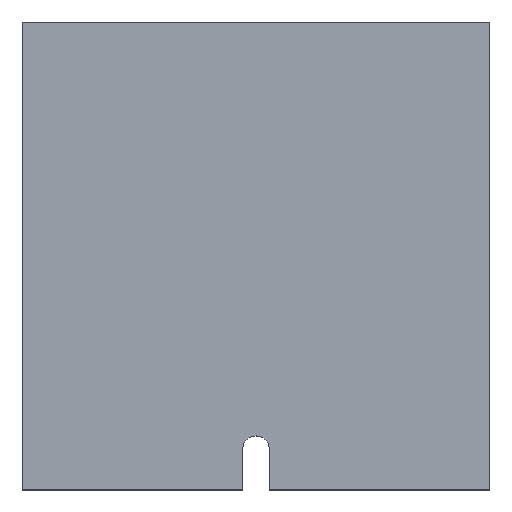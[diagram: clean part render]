
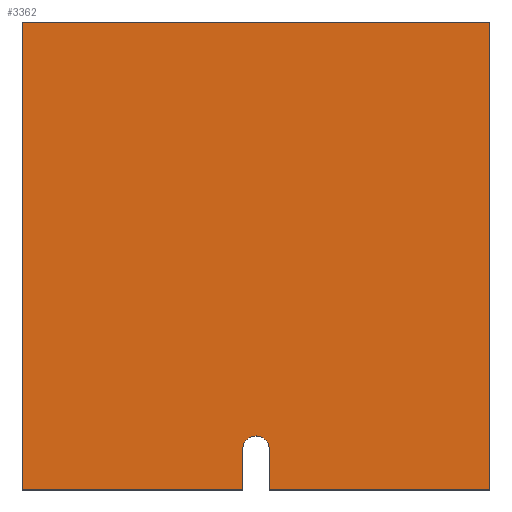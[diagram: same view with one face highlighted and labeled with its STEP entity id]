
A CAD part, top view. The second image highlights one B-rep face of the part: STEP entity #3362.
In plain terms, the highlighted planar face has unit normal (0, 0, 1).
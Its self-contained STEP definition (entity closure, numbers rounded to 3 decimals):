
#321 = PLANE('',#322);
#322 = AXIS2_PLACEMENT_3D('',#323,#324,#325);
#323 = CARTESIAN_POINT('',(-52.,-52.,0.));
#324 = DIRECTION('',(-1.,0.,0.));
#325 = DIRECTION('',(0.,1.,0.));
#349 = PLANE('',#350);
#350 = AXIS2_PLACEMENT_3D('',#351,#352,#353);
#351 = CARTESIAN_POINT('',(-52.,52.,0.));
#352 = DIRECTION('',(0.,1.,0.));
#353 = DIRECTION('',(1.,0.,0.));
#377 = PLANE('',#378);
#378 = AXIS2_PLACEMENT_3D('',#379,#380,#381);
#379 = CARTESIAN_POINT('',(52.,52.,0.));
#380 = DIRECTION('',(1.,0.,0.));
#381 = DIRECTION('',(0.,-1.,0.));
#405 = PLANE('',#406);
#406 = AXIS2_PLACEMENT_3D('',#407,#408,#409);
#407 = CARTESIAN_POINT('',(52.,-52.,0.));
#408 = DIRECTION('',(0.,-1.,0.));
#409 = DIRECTION('',(-1.,0.,0.));
#433 = PLANE('',#434);
#434 = AXIS2_PLACEMENT_3D('',#435,#436,#437);
#435 = CARTESIAN_POINT('',(3.,-52.,4.));
#436 = DIRECTION('',(1.,0.,0.));
#437 = DIRECTION('',(0.,1.,0.));
#466 = CYLINDRICAL_SURFACE('',#467,3.);
#467 = AXIS2_PLACEMENT_3D('',#468,#469,#470);
#468 = CARTESIAN_POINT('',(0.,-43.,4.));
#469 = DIRECTION('',(0.,0.,1.));
#470 = DIRECTION('',(1.,0.,0.));
#494 = PLANE('',#495);
#495 = AXIS2_PLACEMENT_3D('',#496,#497,#498);
#496 = CARTESIAN_POINT('',(-3.,-43.,4.));
#497 = DIRECTION('',(-1.,0.,0.));
#498 = DIRECTION('',(0.,-1.,0.));
#520 = PLANE('',#521);
#521 = AXIS2_PLACEMENT_3D('',#522,#523,#524);
#522 = CARTESIAN_POINT('',(52.,-52.,0.));
#523 = DIRECTION('',(0.,-1.,0.));
#524 = DIRECTION('',(-1.,0.,0.));
#1548 = VERTEX_POINT('',#1549);
#1549 = CARTESIAN_POINT('',(-52.,-52.,4.));
#1570 = EDGE_CURVE('',#1548,#1571,#1573,.T.);
#1571 = VERTEX_POINT('',#1572);
#1572 = CARTESIAN_POINT('',(-52.,52.,4.));
#1573 = SURFACE_CURVE('',#1574,(#1578,#1585),.PCURVE_S1.);
#1574 = LINE('',#1575,#1576);
#1575 = CARTESIAN_POINT('',(-52.,-52.,4.));
#1576 = VECTOR('',#1577,1.);
#1577 = DIRECTION('',(0.,1.,0.));
#1578 = PCURVE('',#321,#1579);
#1579 = DEFINITIONAL_REPRESENTATION('',(#1580),#1584);
#1580 = LINE('',#1581,#1582);
#1581 = CARTESIAN_POINT('',(0.,-4.));
#1582 = VECTOR('',#1583,1.);
#1583 = DIRECTION('',(1.,0.));
#1584 = ( GEOMETRIC_REPRESENTATION_CONTEXT(2) 
PARAMETRIC_REPRESENTATION_CONTEXT() REPRESENTATION_CONTEXT('2D SPACE',''
  ) );
#1585 = PCURVE('',#1586,#1591);
#1586 = PLANE('',#1587);
#1587 = AXIS2_PLACEMENT_3D('',#1588,#1589,#1590);
#1588 = CARTESIAN_POINT('',(0.,0.,4.));
#1589 = DIRECTION('',(-0.,-0.,-1.));
#1590 = DIRECTION('',(-1.,0.,0.));
#1591 = DEFINITIONAL_REPRESENTATION('',(#1592),#1596);
#1592 = LINE('',#1593,#1594);
#1593 = CARTESIAN_POINT('',(52.,-52.));
#1594 = VECTOR('',#1595,1.);
#1595 = DIRECTION('',(0.,1.));
#1596 = ( GEOMETRIC_REPRESENTATION_CONTEXT(2) 
PARAMETRIC_REPRESENTATION_CONTEXT() REPRESENTATION_CONTEXT('2D SPACE',''
  ) );
#1625 = VERTEX_POINT('',#1626);
#1626 = CARTESIAN_POINT('',(-3.,-52.,4.));
#1647 = EDGE_CURVE('',#1625,#1548,#1648,.T.);
#1648 = SURFACE_CURVE('',#1649,(#1653,#1660),.PCURVE_S1.);
#1649 = LINE('',#1650,#1651);
#1650 = CARTESIAN_POINT('',(52.,-52.,4.));
#1651 = VECTOR('',#1652,1.);
#1652 = DIRECTION('',(-1.,0.,0.));
#1653 = PCURVE('',#520,#1654);
#1654 = DEFINITIONAL_REPRESENTATION('',(#1655),#1659);
#1655 = LINE('',#1656,#1657);
#1656 = CARTESIAN_POINT('',(0.,-4.));
#1657 = VECTOR('',#1658,1.);
#1658 = DIRECTION('',(1.,0.));
#1659 = ( GEOMETRIC_REPRESENTATION_CONTEXT(2) 
PARAMETRIC_REPRESENTATION_CONTEXT() REPRESENTATION_CONTEXT('2D SPACE',''
  ) );
#1660 = PCURVE('',#1586,#1661);
#1661 = DEFINITIONAL_REPRESENTATION('',(#1662),#1666);
#1662 = LINE('',#1663,#1664);
#1663 = CARTESIAN_POINT('',(-52.,-52.));
#1664 = VECTOR('',#1665,1.);
#1665 = DIRECTION('',(1.,0.));
#1666 = ( GEOMETRIC_REPRESENTATION_CONTEXT(2) 
PARAMETRIC_REPRESENTATION_CONTEXT() REPRESENTATION_CONTEXT('2D SPACE',''
  ) );
#1673 = EDGE_CURVE('',#1571,#1674,#1676,.T.);
#1674 = VERTEX_POINT('',#1675);
#1675 = CARTESIAN_POINT('',(52.,52.,4.));
#1676 = SURFACE_CURVE('',#1677,(#1681,#1688),.PCURVE_S1.);
#1677 = LINE('',#1678,#1679);
#1678 = CARTESIAN_POINT('',(-52.,52.,4.));
#1679 = VECTOR('',#1680,1.);
#1680 = DIRECTION('',(1.,0.,0.));
#1681 = PCURVE('',#349,#1682);
#1682 = DEFINITIONAL_REPRESENTATION('',(#1683),#1687);
#1683 = LINE('',#1684,#1685);
#1684 = CARTESIAN_POINT('',(0.,-4.));
#1685 = VECTOR('',#1686,1.);
#1686 = DIRECTION('',(1.,0.));
#1687 = ( GEOMETRIC_REPRESENTATION_CONTEXT(2) 
PARAMETRIC_REPRESENTATION_CONTEXT() REPRESENTATION_CONTEXT('2D SPACE',''
  ) );
#1688 = PCURVE('',#1586,#1689);
#1689 = DEFINITIONAL_REPRESENTATION('',(#1690),#1694);
#1690 = LINE('',#1691,#1692);
#1691 = CARTESIAN_POINT('',(52.,52.));
#1692 = VECTOR('',#1693,1.);
#1693 = DIRECTION('',(-1.,0.));
#1694 = ( GEOMETRIC_REPRESENTATION_CONTEXT(2) 
PARAMETRIC_REPRESENTATION_CONTEXT() REPRESENTATION_CONTEXT('2D SPACE',''
  ) );
#1721 = EDGE_CURVE('',#1722,#1625,#1724,.T.);
#1722 = VERTEX_POINT('',#1723);
#1723 = CARTESIAN_POINT('',(-3.,-43.,4.));
#1724 = SURFACE_CURVE('',#1725,(#1729,#1736),.PCURVE_S1.);
#1725 = LINE('',#1726,#1727);
#1726 = CARTESIAN_POINT('',(-3.,-43.,4.));
#1727 = VECTOR('',#1728,1.);
#1728 = DIRECTION('',(0.,-1.,0.));
#1729 = PCURVE('',#494,#1730);
#1730 = DEFINITIONAL_REPRESENTATION('',(#1731),#1735);
#1731 = LINE('',#1732,#1733);
#1732 = CARTESIAN_POINT('',(0.,0.));
#1733 = VECTOR('',#1734,1.);
#1734 = DIRECTION('',(1.,0.));
#1735 = ( GEOMETRIC_REPRESENTATION_CONTEXT(2) 
PARAMETRIC_REPRESENTATION_CONTEXT() REPRESENTATION_CONTEXT('2D SPACE',''
  ) );
#1736 = PCURVE('',#1586,#1737);
#1737 = DEFINITIONAL_REPRESENTATION('',(#1738),#1742);
#1738 = LINE('',#1739,#1740);
#1739 = CARTESIAN_POINT('',(3.,-43.));
#1740 = VECTOR('',#1741,1.);
#1741 = DIRECTION('',(0.,-1.));
#1742 = ( GEOMETRIC_REPRESENTATION_CONTEXT(2) 
PARAMETRIC_REPRESENTATION_CONTEXT() REPRESENTATION_CONTEXT('2D SPACE',''
  ) );
#1771 = EDGE_CURVE('',#1674,#1772,#1774,.T.);
#1772 = VERTEX_POINT('',#1773);
#1773 = CARTESIAN_POINT('',(52.,-52.,4.));
#1774 = SURFACE_CURVE('',#1775,(#1779,#1786),.PCURVE_S1.);
#1775 = LINE('',#1776,#1777);
#1776 = CARTESIAN_POINT('',(52.,52.,4.));
#1777 = VECTOR('',#1778,1.);
#1778 = DIRECTION('',(0.,-1.,0.));
#1779 = PCURVE('',#377,#1780);
#1780 = DEFINITIONAL_REPRESENTATION('',(#1781),#1785);
#1781 = LINE('',#1782,#1783);
#1782 = CARTESIAN_POINT('',(0.,-4.));
#1783 = VECTOR('',#1784,1.);
#1784 = DIRECTION('',(1.,0.));
#1785 = ( GEOMETRIC_REPRESENTATION_CONTEXT(2) 
PARAMETRIC_REPRESENTATION_CONTEXT() REPRESENTATION_CONTEXT('2D SPACE',''
  ) );
#1786 = PCURVE('',#1586,#1787);
#1787 = DEFINITIONAL_REPRESENTATION('',(#1788),#1792);
#1788 = LINE('',#1789,#1790);
#1789 = CARTESIAN_POINT('',(-52.,52.));
#1790 = VECTOR('',#1791,1.);
#1791 = DIRECTION('',(0.,-1.));
#1792 = ( GEOMETRIC_REPRESENTATION_CONTEXT(2) 
PARAMETRIC_REPRESENTATION_CONTEXT() REPRESENTATION_CONTEXT('2D SPACE',''
  ) );
#1819 = EDGE_CURVE('',#1820,#1722,#1822,.T.);
#1820 = VERTEX_POINT('',#1821);
#1821 = CARTESIAN_POINT('',(3.,-43.,4.));
#1822 = SURFACE_CURVE('',#1823,(#1828,#1835),.PCURVE_S1.);
#1823 = CIRCLE('',#1824,3.);
#1824 = AXIS2_PLACEMENT_3D('',#1825,#1826,#1827);
#1825 = CARTESIAN_POINT('',(0.,-43.,4.));
#1826 = DIRECTION('',(0.,0.,1.));
#1827 = DIRECTION('',(1.,0.,0.));
#1828 = PCURVE('',#466,#1829);
#1829 = DEFINITIONAL_REPRESENTATION('',(#1830),#1834);
#1830 = LINE('',#1831,#1832);
#1831 = CARTESIAN_POINT('',(0.,0.));
#1832 = VECTOR('',#1833,1.);
#1833 = DIRECTION('',(1.,0.));
#1834 = ( GEOMETRIC_REPRESENTATION_CONTEXT(2) 
PARAMETRIC_REPRESENTATION_CONTEXT() REPRESENTATION_CONTEXT('2D SPACE',''
  ) );
#1835 = PCURVE('',#1586,#1836);
#1836 = DEFINITIONAL_REPRESENTATION('',(#1837),#1845);
#1837 = ( BOUNDED_CURVE() B_SPLINE_CURVE(2,(#1838,#1839,#1840,#1841,
#1842,#1843,#1844),.UNSPECIFIED.,.T.,.F.) B_SPLINE_CURVE_WITH_KNOTS((1,2
    ,2,2,2,1),(-2.094,0.,2.094,4.189,
6.283,8.378),.UNSPECIFIED.) CURVE() 
GEOMETRIC_REPRESENTATION_ITEM() RATIONAL_B_SPLINE_CURVE((1.,0.5,1.,0.5,
1.,0.5,1.)) REPRESENTATION_ITEM('') );
#1838 = CARTESIAN_POINT('',(-3.,-43.));
#1839 = CARTESIAN_POINT('',(-3.,-37.804));
#1840 = CARTESIAN_POINT('',(1.5,-40.402));
#1841 = CARTESIAN_POINT('',(6.,-43.));
#1842 = CARTESIAN_POINT('',(1.5,-45.598));
#1843 = CARTESIAN_POINT('',(-3.,-48.196));
#1844 = CARTESIAN_POINT('',(-3.,-43.));
#1845 = ( GEOMETRIC_REPRESENTATION_CONTEXT(2) 
PARAMETRIC_REPRESENTATION_CONTEXT() REPRESENTATION_CONTEXT('2D SPACE',''
  ) );
#1875 = EDGE_CURVE('',#1772,#1876,#1878,.T.);
#1876 = VERTEX_POINT('',#1877);
#1877 = CARTESIAN_POINT('',(3.,-52.,4.));
#1878 = SURFACE_CURVE('',#1879,(#1883,#1890),.PCURVE_S1.);
#1879 = LINE('',#1880,#1881);
#1880 = CARTESIAN_POINT('',(52.,-52.,4.));
#1881 = VECTOR('',#1882,1.);
#1882 = DIRECTION('',(-1.,0.,0.));
#1883 = PCURVE('',#405,#1884);
#1884 = DEFINITIONAL_REPRESENTATION('',(#1885),#1889);
#1885 = LINE('',#1886,#1887);
#1886 = CARTESIAN_POINT('',(0.,-4.));
#1887 = VECTOR('',#1888,1.);
#1888 = DIRECTION('',(1.,0.));
#1889 = ( GEOMETRIC_REPRESENTATION_CONTEXT(2) 
PARAMETRIC_REPRESENTATION_CONTEXT() REPRESENTATION_CONTEXT('2D SPACE',''
  ) );
#1890 = PCURVE('',#1586,#1891);
#1891 = DEFINITIONAL_REPRESENTATION('',(#1892),#1896);
#1892 = LINE('',#1893,#1894);
#1893 = CARTESIAN_POINT('',(-52.,-52.));
#1894 = VECTOR('',#1895,1.);
#1895 = DIRECTION('',(1.,0.));
#1896 = ( GEOMETRIC_REPRESENTATION_CONTEXT(2) 
PARAMETRIC_REPRESENTATION_CONTEXT() REPRESENTATION_CONTEXT('2D SPACE',''
  ) );
#1922 = EDGE_CURVE('',#1876,#1820,#1923,.T.);
#1923 = SURFACE_CURVE('',#1924,(#1928,#1935),.PCURVE_S1.);
#1924 = LINE('',#1925,#1926);
#1925 = CARTESIAN_POINT('',(3.,-52.,4.));
#1926 = VECTOR('',#1927,1.);
#1927 = DIRECTION('',(0.,1.,0.));
#1928 = PCURVE('',#433,#1929);
#1929 = DEFINITIONAL_REPRESENTATION('',(#1930),#1934);
#1930 = LINE('',#1931,#1932);
#1931 = CARTESIAN_POINT('',(0.,0.));
#1932 = VECTOR('',#1933,1.);
#1933 = DIRECTION('',(1.,0.));
#1934 = ( GEOMETRIC_REPRESENTATION_CONTEXT(2) 
PARAMETRIC_REPRESENTATION_CONTEXT() REPRESENTATION_CONTEXT('2D SPACE',''
  ) );
#1935 = PCURVE('',#1586,#1936);
#1936 = DEFINITIONAL_REPRESENTATION('',(#1937),#1941);
#1937 = LINE('',#1938,#1939);
#1938 = CARTESIAN_POINT('',(-3.,-52.));
#1939 = VECTOR('',#1940,1.);
#1940 = DIRECTION('',(0.,1.));
#1941 = ( GEOMETRIC_REPRESENTATION_CONTEXT(2) 
PARAMETRIC_REPRESENTATION_CONTEXT() REPRESENTATION_CONTEXT('2D SPACE',''
  ) );
#3362 = ADVANCED_FACE('',(#3363),#1586,.F.);
#3363 = FACE_BOUND('',#3364,.F.);
#3364 = EDGE_LOOP('',(#3365,#3366,#3367,#3368,#3369,#3370,#3371,#3372));
#3365 = ORIENTED_EDGE('',*,*,#1570,.T.);
#3366 = ORIENTED_EDGE('',*,*,#1673,.T.);
#3367 = ORIENTED_EDGE('',*,*,#1771,.T.);
#3368 = ORIENTED_EDGE('',*,*,#1875,.T.);
#3369 = ORIENTED_EDGE('',*,*,#1922,.T.);
#3370 = ORIENTED_EDGE('',*,*,#1819,.T.);
#3371 = ORIENTED_EDGE('',*,*,#1721,.T.);
#3372 = ORIENTED_EDGE('',*,*,#1647,.T.);
